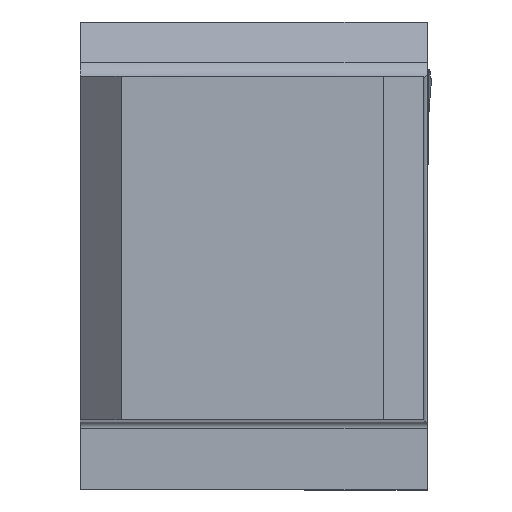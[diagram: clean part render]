
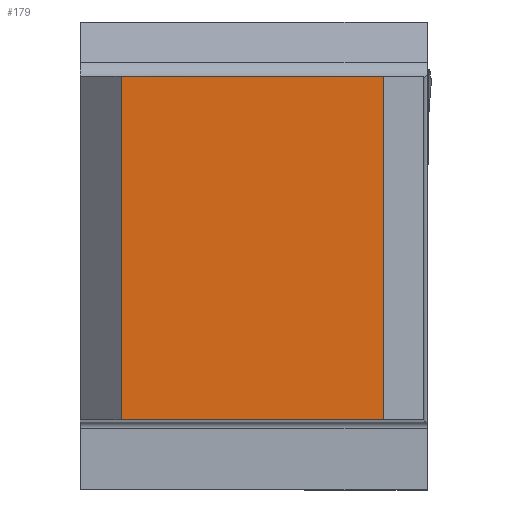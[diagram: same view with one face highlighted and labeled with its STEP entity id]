
A CAD part, top view. The second image highlights one B-rep face of the part: STEP entity #179.
In plain terms, the highlighted planar face has unit normal (0, 0, 1).
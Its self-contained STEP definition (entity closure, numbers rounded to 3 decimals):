
#179=ADVANCED_FACE('CU_BACK_SU1',(#309),#262,.F.);
#262=PLANE('',#1780);
#309=FACE_OUTER_BOUND('',#393,.T.);
#393=EDGE_LOOP('',(#811,#812,#813,#814));
#492=LINE('',#2464,#643);
#493=LINE('',#2467,#644);
#494=LINE('',#2469,#645);
#495=LINE('',#2471,#646);
#643=VECTOR('',#1967,1.);
#644=VECTOR('',#1968,1.);
#645=VECTOR('',#1969,1.);
#646=VECTOR('',#1970,1.);
#811=ORIENTED_EDGE('',*,*,#1435,.F.);
#812=ORIENTED_EDGE('',*,*,#1436,.T.);
#813=ORIENTED_EDGE('',*,*,#1437,.T.);
#814=ORIENTED_EDGE('',*,*,#1438,.F.);
#1275=VERTEX_POINT('',#2465);
#1276=VERTEX_POINT('',#2466);
#1277=VERTEX_POINT('',#2468);
#1278=VERTEX_POINT('',#2470);
#1435=EDGE_CURVE('',#1275,#1276,#492,.T.);
#1436=EDGE_CURVE('',#1275,#1277,#493,.T.);
#1437=EDGE_CURVE('',#1277,#1278,#494,.T.);
#1438=EDGE_CURVE('',#1276,#1278,#495,.T.);
#1780=AXIS2_PLACEMENT_3D('',#2472,#1971,#1972);
#1967=DIRECTION('',(0.,1.,0.));
#1968=DIRECTION('',(1.,0.,0.));
#1969=DIRECTION('',(0.,1.,0.));
#1970=DIRECTION('',(1.,0.,0.));
#1971=DIRECTION('',(0.,0.,-1.));
#1972=DIRECTION('',(-1.,0.,0.));
#2464=CARTESIAN_POINT('',(3.,0.,0.));
#2465=CARTESIAN_POINT('',(3.,0.,0.));
#2466=CARTESIAN_POINT('',(3.,25.325,0.));
#2467=CARTESIAN_POINT('',(-110.,0.,0.));
#2468=CARTESIAN_POINT('',(22.325,0.,0.));
#2469=CARTESIAN_POINT('',(22.325,0.,0.));
#2470=CARTESIAN_POINT('',(22.325,25.325,0.));
#2471=CARTESIAN_POINT('',(-110.,25.325,0.));
#2472=CARTESIAN_POINT('',(49.224,45.325,0.));
